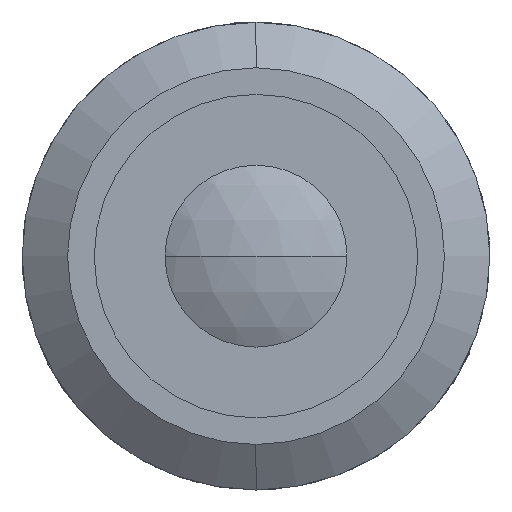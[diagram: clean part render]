
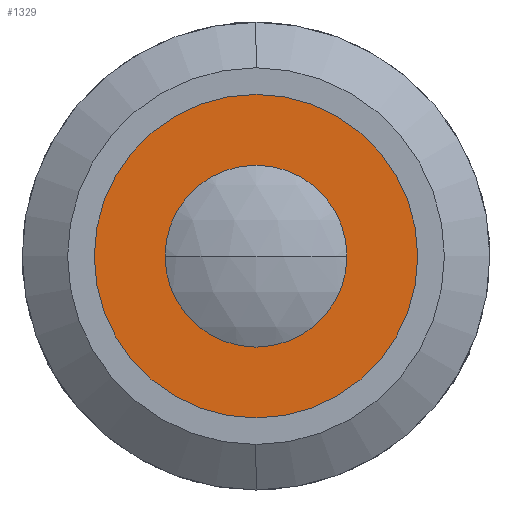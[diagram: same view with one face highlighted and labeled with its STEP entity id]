
A CAD part, left-side view. The second image highlights one B-rep face of the part: STEP entity #1329.
In plain terms, the highlighted planar face has unit normal (-1, 0, 0).
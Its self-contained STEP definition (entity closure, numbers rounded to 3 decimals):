
#109 = AXIS2_PLACEMENT_3D ( 'NONE', #2141, #2853, #1496 ) ;
#136 = DIRECTION ( 'NONE',  ( 0., 0., -1. ) ) ;
#166 = DIRECTION ( 'NONE',  ( -1., 0., 0. ) ) ;
#171 = EDGE_CURVE ( 'NONE', #3415, #4320, #609, .T. ) ;
#405 = FACE_BOUND ( 'NONE', #863, .T. ) ;
#519 = DIRECTION ( 'NONE',  ( -1., 0., 0. ) ) ;
#609 = CIRCLE ( 'NONE', #1399, 13. ) ;
#685 = CIRCLE ( 'NONE', #109, 7. ) ;
#729 = EDGE_CURVE ( 'NONE', #3293, #3939, #4329, .T. ) ;
#863 = EDGE_LOOP ( 'NONE', ( #3640, #2504 ) ) ;
#1039 = AXIS2_PLACEMENT_3D ( 'NONE', #3981, #166, #1538 ) ;
#1096 = PLANE ( 'NONE',  #4198 ) ;
#1329 = ADVANCED_FACE ( 'NONE', ( #405, #3560 ), #1096, .F. ) ;
#1399 = AXIS2_PLACEMENT_3D ( 'NONE', #2692, #4064, #3409 ) ;
#1433 = EDGE_LOOP ( 'NONE', ( #2677, #4118 ) ) ;
#1496 = DIRECTION ( 'NONE',  ( 0., 0., 1. ) ) ;
#1538 = DIRECTION ( 'NONE',  ( 0., 0., 1. ) ) ;
#1883 = DIRECTION ( 'NONE',  ( 0., 0., 1. ) ) ;
#2141 = CARTESIAN_POINT ( 'NONE',  ( 3.8, 0., 0. ) ) ;
#2150 = DIRECTION ( 'NONE',  ( 1., 0., 0. ) ) ;
#2283 = CIRCLE ( 'NONE', #3200, 13. ) ;
#2477 = CARTESIAN_POINT ( 'NONE',  ( 3.8, 0., 7. ) ) ;
#2495 = CARTESIAN_POINT ( 'NONE',  ( 3.8, 0., -13. ) ) ;
#2504 = ORIENTED_EDGE ( 'NONE', *, *, #3212, .F. ) ;
#2677 = ORIENTED_EDGE ( 'NONE', *, *, #171, .T. ) ;
#2692 = CARTESIAN_POINT ( 'NONE',  ( 3.8, 0., 0. ) ) ;
#2853 = DIRECTION ( 'NONE',  ( -1., 0., 0. ) ) ;
#2986 = CARTESIAN_POINT ( 'NONE',  ( 3.8, 0., 13. ) ) ;
#3200 = AXIS2_PLACEMENT_3D ( 'NONE', #3655, #519, #1883 ) ;
#3212 = EDGE_CURVE ( 'NONE', #3939, #3293, #685, .T. ) ;
#3293 = VERTEX_POINT ( 'NONE', #2477 ) ;
#3409 = DIRECTION ( 'NONE',  ( 0., 0., 1. ) ) ;
#3415 = VERTEX_POINT ( 'NONE', #2986 ) ;
#3560 = FACE_OUTER_BOUND ( 'NONE', #1433, .T. ) ;
#3640 = ORIENTED_EDGE ( 'NONE', *, *, #729, .F. ) ;
#3655 = CARTESIAN_POINT ( 'NONE',  ( 3.8, 0., 0. ) ) ;
#3874 = CARTESIAN_POINT ( 'NONE',  ( 3.8, 13., 0. ) ) ;
#3939 = VERTEX_POINT ( 'NONE', #4347 ) ;
#3981 = CARTESIAN_POINT ( 'NONE',  ( 3.8, 0., 0. ) ) ;
#4064 = DIRECTION ( 'NONE',  ( -1., 0., 0. ) ) ;
#4106 = EDGE_CURVE ( 'NONE', #4320, #3415, #2283, .T. ) ;
#4118 = ORIENTED_EDGE ( 'NONE', *, *, #4106, .T. ) ;
#4198 = AXIS2_PLACEMENT_3D ( 'NONE', #3874, #2150, #136 ) ;
#4320 = VERTEX_POINT ( 'NONE', #2495 ) ;
#4329 = CIRCLE ( 'NONE', #1039, 7. ) ;
#4347 = CARTESIAN_POINT ( 'NONE',  ( 3.8, 0., -7. ) ) ;
